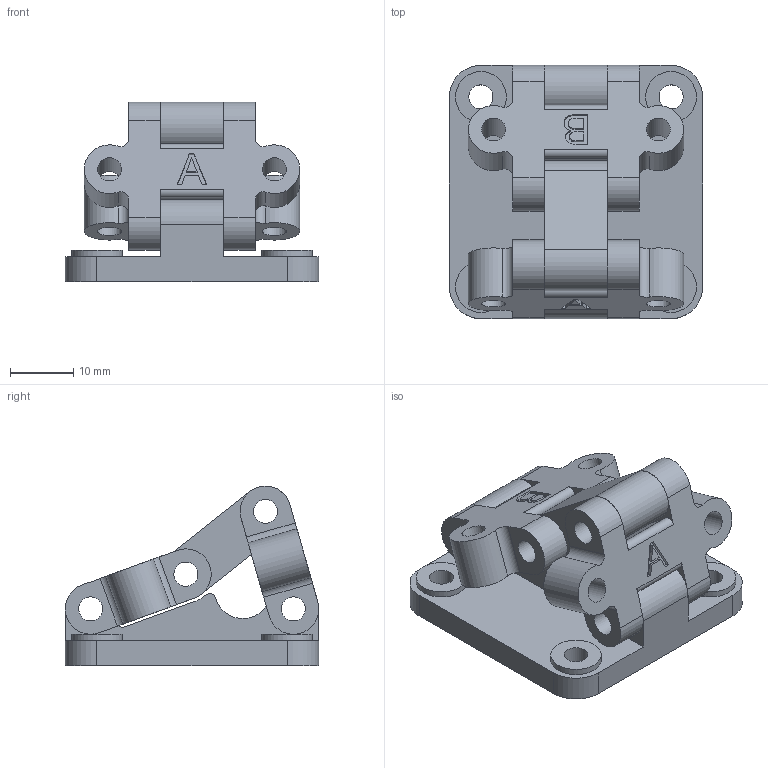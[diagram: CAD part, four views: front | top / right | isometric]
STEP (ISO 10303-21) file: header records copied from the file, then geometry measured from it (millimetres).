
FILE_DESCRIPTION(/* description */ (''),/* implementation_level */ '2;1');
FILE_NAME(/* name */ 'Head Retention 4 Bar Linkage v2.step',/* time_stamp */ '2025-08-05T00:20:41+10:00',/* author */ (''),/* organization */ (''),/* preprocessor_version */ 'ST-DEVELOPER v20.1',/* originating_system */ 'Autodesk Translation Framework v14.10.0.0',/* authorisation */ '');
FILE_SCHEMA (('AUTOMOTIVE_DESIGN { 1 0 10303 214 3 1 1 }'));
Length unit declared in the file: millimetre
Products named in the file (5): Head Retention 4 Bar Linkage; Component3; Component4; Component1; Component2
Assembly tree (4 placements, depth 2):
  Head Retention 4 Bar Linkage
    Component3
    Component4
    Component1
    Component2
Bounding box: 40 x 40 x 28.38 mm (x, y, z)
Volume: 15474.8 mm3; surface area: 10331.9 mm2
Topology: 4 solids, 4 shells, 161 faces, 432 edges, 288 vertices
Faces by surface type: cylinder 68, plane 67, bspline 26
Full cylindrical faces by diameter (mm): 3.8 x20, 8 x4
Entity records: 5551 total; most frequent: CARTESIAN_POINT 1332, ORIENTED_EDGE 864, DIRECTION 804, EDGE_CURVE 432, VERTEX_POINT 288, AXIS2_PLACEMENT_3D 280, LINE 244, VECTOR 244
